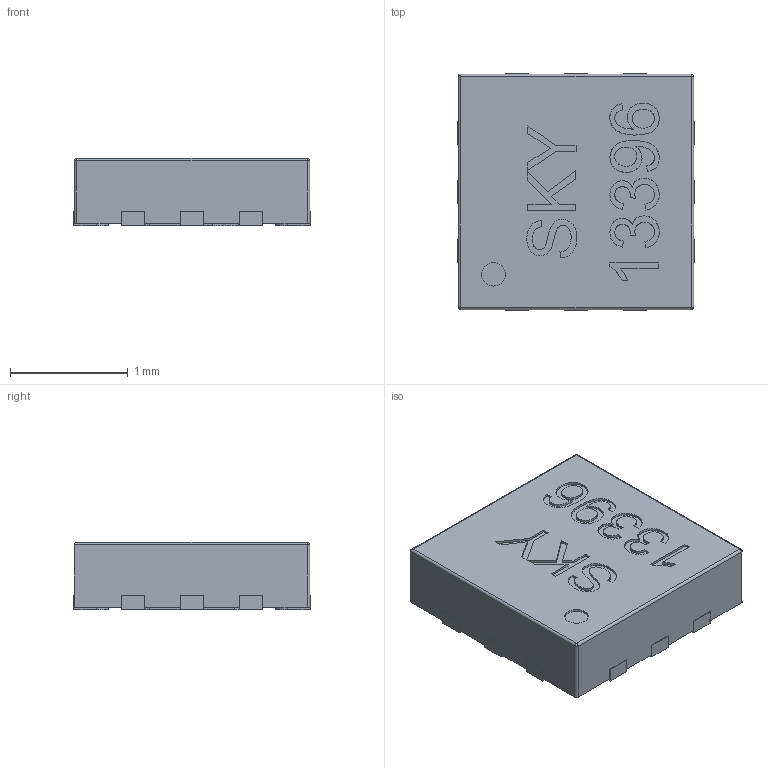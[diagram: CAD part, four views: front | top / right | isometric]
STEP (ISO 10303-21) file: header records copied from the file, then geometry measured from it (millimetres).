
FILE_DESCRIPTION (( 'STEP AP214' ), '1' );
FILE_NAME ('User Library-SKY13396_397LF.STEP', '2020-02-25T10:32:48', ( '' ), ( '' ), 'SwSTEP 2.0', 'SolidWorks 2019', '' );
FILE_SCHEMA (( 'AUTOMOTIVE_DESIGN' ));
Length unit declared in the file: millimetre
Products named in the file (1): User Library-SKY13396_397LF
Bounding box: 2.01 x 2.01 x 0.57 mm (x, y, z)
Volume: 2.2 mm3; surface area: 13 mm2
Topology: 1 solids, 1 shells, 178 faces, 485 edges, 318 vertices
Faces by surface type: plane 116, bspline 32, cylinder 30
Entity records: 7671 total; most frequent: CARTESIAN_POINT 2947, ORIENTED_EDGE 964, DIRECTION 775, EDGE_CURVE 482, VECTOR 365, LINE 365, VERTEX_POINT 318, AXIS2_PLACEMENT_3D 205
